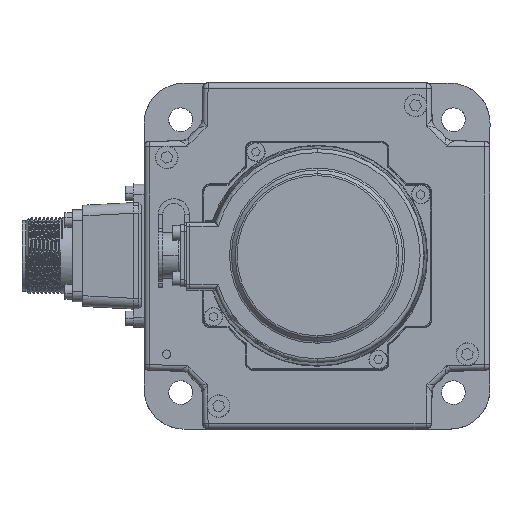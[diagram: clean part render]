
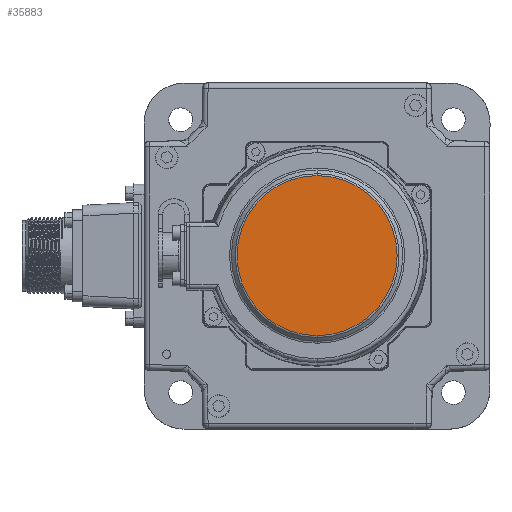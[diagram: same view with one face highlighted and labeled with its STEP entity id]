
A CAD part, top view. The second image highlights one B-rep face of the part: STEP entity #35883.
In plain terms, the highlighted planar face has unit normal (0, 0, 1).
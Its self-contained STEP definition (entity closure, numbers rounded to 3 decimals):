
#656 = CARTESIAN_POINT ( 'NONE',  ( 0., 0., 68.75 ) ) ;
#2733 = VERTEX_POINT ( 'NONE', #20113 ) ;
#3574 = CIRCLE ( 'NONE', #8937, 30.086 ) ;
#7820 = DIRECTION ( 'NONE',  ( 0., 1., 0. ) ) ;
#8937 = AXIS2_PLACEMENT_3D ( 'NONE', #656, #30946, #9804 ) ;
#9804 = DIRECTION ( 'NONE',  ( 0., 1., 0. ) ) ;
#11841 = AXIS2_PLACEMENT_3D ( 'NONE', #25905, #23273, #7820 ) ;
#12020 = EDGE_CURVE ( 'NONE', #15368, #2733, #3574, .T. ) ;
#12552 = FACE_OUTER_BOUND ( 'NONE', #21129, .T. ) ;
#14039 = DIRECTION ( 'NONE',  ( 0., 1., 0. ) ) ;
#15368 = VERTEX_POINT ( 'NONE', #15450 ) ;
#15450 = CARTESIAN_POINT ( 'NONE',  ( 0., -30.086, 68.75 ) ) ;
#20113 = CARTESIAN_POINT ( 'NONE',  ( 0., 30.086, 68.75 ) ) ;
#21129 = EDGE_LOOP ( 'NONE', ( #23470, #34659 ) ) ;
#22626 = CIRCLE ( 'NONE', #11841, 30.086 ) ;
#23273 = DIRECTION ( 'NONE',  ( 0., 0., 1. ) ) ;
#23470 = ORIENTED_EDGE ( 'NONE', *, *, #28953, .T. ) ;
#25905 = CARTESIAN_POINT ( 'NONE',  ( 0., 0., 68.75 ) ) ;
#26065 = DIRECTION ( 'NONE',  ( 0., 0., 1. ) ) ;
#28953 = EDGE_CURVE ( 'NONE', #2733, #15368, #22626, .T. ) ;
#29102 = CARTESIAN_POINT ( 'NONE',  ( 0., 0., 68.75 ) ) ;
#30946 = DIRECTION ( 'NONE',  ( 0., 0., 1. ) ) ;
#32152 = PLANE ( 'NONE',  #34480 ) ;
#34480 = AXIS2_PLACEMENT_3D ( 'NONE', #29102, #26065, #14039 ) ;
#34659 = ORIENTED_EDGE ( 'NONE', *, *, #12020, .T. ) ;
#35883 = ADVANCED_FACE ( 'NONE', ( #12552 ), #32152, .T. ) ;
